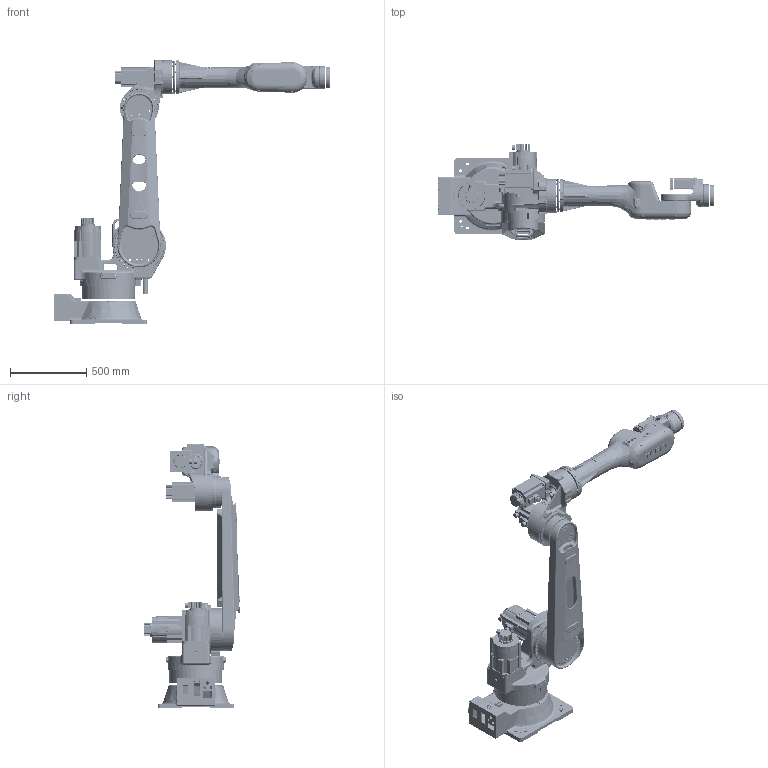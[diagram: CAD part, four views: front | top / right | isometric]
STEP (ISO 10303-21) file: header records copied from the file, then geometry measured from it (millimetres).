
FILE_DESCRIPTION (( 'STEP AP214' ), '1' );
FILE_NAME ('TKB5700.STEP', '2022-08-12T01:36:26', ( '' ), ( '' ), 'SwSTEP 2.0', 'SolidWorks 2018', '' );
FILE_SCHEMA (( 'AUTOMOTIVE_DESIGN' ));
Length unit declared in the file: millimetre
Products named in the file (1): TKB5700
Bounding box: 1799 x 626 x 1731.5 mm (x, y, z)
Surface area: 5042084.8 mm2 (no closed solid volume)
Topology: 0 solids, 165 shells, 3036 faces, 12522 edges, 9254 vertices
Faces by surface type: cylinder 1141, plane 960, bspline 576, torus 281, cone 56, sphere 22
Full cylindrical faces by diameter (mm): 2 x1, 2.5 x1, 3.3 x6, 3.5 x3, 4.2 x2, 4.5 x3, 4.917 x2, 5 x17, 5.5 x9, 6.5 x3, 6.6 x8, 6.8 x8, 7 x3, 8 x3, 8.376 x2, 8.5 x5, 8.8 x7, 9 x6, 10 x6, 10.106 x5, 10.2 x8, 11 x41, 12.5 x12, 13 x28, 15 x16, 15.5 x6, 17 x10, 18 x36, 22 x2, 24 x5
Entity records: 218381 total; most frequent: CARTESIAN_POINT 94357, ORIENTED_EDGE 17338, DIRECTION 16167, EDGE_CURVE 11975, VERTEX_POINT 9130, AXIS2_PLACEMENT_3D 5944, VECTOR 4279, LINE 4279
